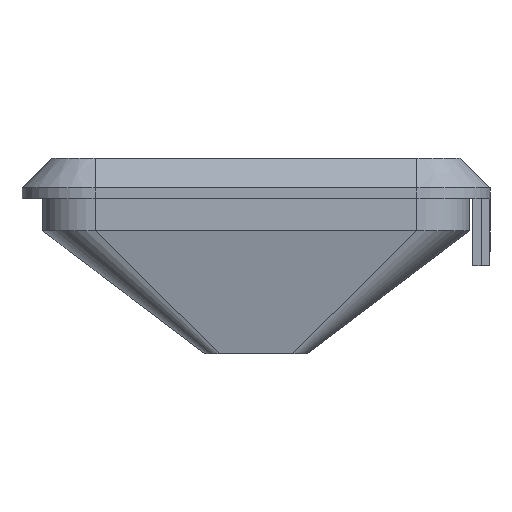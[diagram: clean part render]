
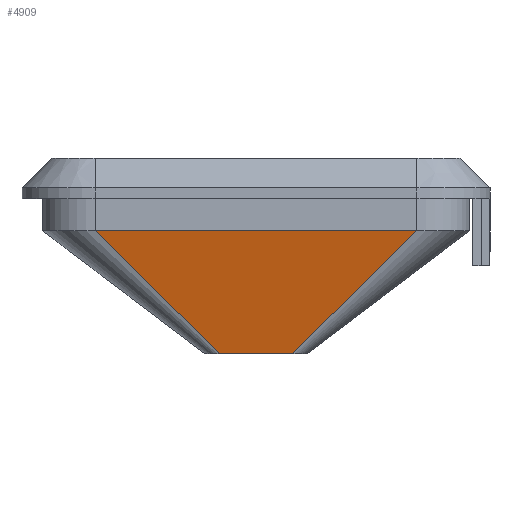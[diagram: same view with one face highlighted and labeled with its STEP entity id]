
A CAD part, left-side view. The second image highlights one B-rep face of the part: STEP entity #4909.
In plain terms, the highlighted free-form (B-spline) face has degree [1, 1] with [2, 2] control points.
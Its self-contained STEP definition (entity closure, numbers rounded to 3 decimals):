
#1256 = PLANE('',#1257);
#1257 = AXIS2_PLACEMENT_3D('',#1258,#1259,#1260);
#1258 = CARTESIAN_POINT('',(-44.6,-11.,-1.375));
#1259 = DIRECTION('',(1.,0.,0.));
#1260 = DIRECTION('',(-0.,1.,0.));
#2509 = PLANE('',#2510);
#2510 = AXIS2_PLACEMENT_3D('',#2511,#2512,#2513);
#2511 = CARTESIAN_POINT('',(-41.8,2.5,-11.975));
#2512 = DIRECTION('',(0.,0.,-1.));
#2513 = DIRECTION('',(1.,0.,0.));
#3302 = VERTEX_POINT('',#3303);
#3303 = CARTESIAN_POINT('',(-44.6,11.,-3.575));
#3339 = B_SPLINE_SURFACE_WITH_KNOTS('',8,1,(
    (#3340,#3341)
    ,(#3342,#3343)
    ,(#3344,#3345)
    ,(#3346,#3347)
    ,(#3348,#3349)
    ,(#3350,#3351)
    ,(#3352,#3353)
    ,(#3354,#3355)
    ,(#3356,#3357
    )),.UNSPECIFIED.,.F.,.F.,.F.,(9,9),(2,2),(3.142,
    4.712),(0.,1.),.PIECEWISE_BEZIER_KNOTS.);
#3340 = CARTESIAN_POINT('',(-44.6,11.,-3.575));
#3341 = CARTESIAN_POINT('',(-42.8,2.5,-11.975));
#3342 = CARTESIAN_POINT('',(-44.6,11.707,-3.575));
#3343 = CARTESIAN_POINT('',(-42.8,2.696,-11.975));
#3344 = CARTESIAN_POINT('',(-44.441,12.414,-3.575));
#3345 = CARTESIAN_POINT('',(-42.756,2.893,-11.975));
#3346 = CARTESIAN_POINT('',(-44.124,13.079,-3.575));
#3347 = CARTESIAN_POINT('',(-42.668,3.078,-11.975));
#3348 = CARTESIAN_POINT('',(-43.661,13.661,-3.575));
#3349 = CARTESIAN_POINT('',(-42.539,3.239,-11.975));
#3350 = CARTESIAN_POINT('',(-43.079,14.124,-3.575));
#3351 = CARTESIAN_POINT('',(-42.378,3.368,-11.975));
#3352 = CARTESIAN_POINT('',(-42.414,14.441,-3.575));
#3353 = CARTESIAN_POINT('',(-42.193,3.456,-11.975));
#3354 = CARTESIAN_POINT('',(-41.707,14.6,-3.575));
#3355 = CARTESIAN_POINT('',(-41.996,3.5,-11.975));
#3356 = CARTESIAN_POINT('',(-41.,14.6,-3.575));
#3357 = CARTESIAN_POINT('',(-41.8,3.5,-11.975));
#3370 = VERTEX_POINT('',#3371);
#3371 = CARTESIAN_POINT('',(-44.6,-11.,-3.575));
#3392 = EDGE_CURVE('',#3370,#3302,#3393,.T.);
#3393 = SURFACE_CURVE('',#3394,(#3398,#3405),.PCURVE_S1.);
#3394 = LINE('',#3395,#3396);
#3395 = CARTESIAN_POINT('',(-44.6,-16.,-3.575));
#3396 = VECTOR('',#3397,1.);
#3397 = DIRECTION('',(0.,1.,0.));
#3398 = PCURVE('',#1256,#3399);
#3399 = DEFINITIONAL_REPRESENTATION('',(#3400),#3404);
#3400 = LINE('',#3401,#3402);
#3401 = CARTESIAN_POINT('',(-5.,-2.2));
#3402 = VECTOR('',#3403,1.);
#3403 = DIRECTION('',(1.,0.));
#3404 = ( GEOMETRIC_REPRESENTATION_CONTEXT(2) 
PARAMETRIC_REPRESENTATION_CONTEXT() REPRESENTATION_CONTEXT('2D SPACE',''
  ) );
#3405 = PCURVE('',#3406,#3411);
#3406 = B_SPLINE_SURFACE_WITH_KNOTS('',1,1,(
    (#3407,#3408)
    ,(#3409,#3410
    )),.UNSPECIFIED.,.F.,.F.,.F.,(2,2),(2,2),(-11.,11.),(0.,1.),
  .PIECEWISE_BEZIER_KNOTS.);
#3407 = CARTESIAN_POINT('',(-44.6,-11.,-3.575));
#3408 = CARTESIAN_POINT('',(-42.8,-2.5,-11.975));
#3409 = CARTESIAN_POINT('',(-44.6,11.,-3.575));
#3410 = CARTESIAN_POINT('',(-42.8,2.5,-11.975));
#3411 = DEFINITIONAL_REPRESENTATION('',(#3412),#3415);
#3412 = B_SPLINE_CURVE_WITH_KNOTS('',1,(#3413,#3414),.UNSPECIFIED.,.F.,
  .F.,(2,2),(5.,27.),.PIECEWISE_BEZIER_KNOTS.);
#3413 = CARTESIAN_POINT('',(-11.,0.));
#3414 = CARTESIAN_POINT('',(11.,0.));
#3415 = ( GEOMETRIC_REPRESENTATION_CONTEXT(2) 
PARAMETRIC_REPRESENTATION_CONTEXT() REPRESENTATION_CONTEXT('2D SPACE',''
  ) );
#3440 = B_SPLINE_SURFACE_WITH_KNOTS('',8,1,(
    (#3441,#3442)
    ,(#3443,#3444)
    ,(#3445,#3446)
    ,(#3447,#3448)
    ,(#3449,#3450)
    ,(#3451,#3452)
    ,(#3453,#3454)
    ,(#3455,#3456)
    ,(#3457,#3458
    )),.UNSPECIFIED.,.F.,.F.,.F.,(9,9),(2,2),(1.571,
    3.142),(0.,1.),.PIECEWISE_BEZIER_KNOTS.);
#3441 = CARTESIAN_POINT('',(-41.,-14.6,-3.575));
#3442 = CARTESIAN_POINT('',(-41.8,-3.5,-11.975));
#3443 = CARTESIAN_POINT('',(-41.707,-14.6,-3.575));
#3444 = CARTESIAN_POINT('',(-41.996,-3.5,-11.975));
#3445 = CARTESIAN_POINT('',(-42.414,-14.441,-3.575));
#3446 = CARTESIAN_POINT('',(-42.193,-3.456,-11.975));
#3447 = CARTESIAN_POINT('',(-43.079,-14.124,-3.575));
#3448 = CARTESIAN_POINT('',(-42.378,-3.368,-11.975));
#3449 = CARTESIAN_POINT('',(-43.661,-13.661,-3.575));
#3450 = CARTESIAN_POINT('',(-42.539,-3.239,-11.975));
#3451 = CARTESIAN_POINT('',(-44.124,-13.079,-3.575));
#3452 = CARTESIAN_POINT('',(-42.668,-3.078,-11.975));
#3453 = CARTESIAN_POINT('',(-44.441,-12.414,-3.575));
#3454 = CARTESIAN_POINT('',(-42.756,-2.893,-11.975));
#3455 = CARTESIAN_POINT('',(-44.6,-11.707,-3.575));
#3456 = CARTESIAN_POINT('',(-42.8,-2.696,-11.975));
#3457 = CARTESIAN_POINT('',(-44.6,-11.,-3.575));
#3458 = CARTESIAN_POINT('',(-42.8,-2.5,-11.975));
#4312 = EDGE_CURVE('',#4313,#4315,#4317,.T.);
#4313 = VERTEX_POINT('',#4314);
#4314 = CARTESIAN_POINT('',(-42.8,2.5,-11.975));
#4315 = VERTEX_POINT('',#4316);
#4316 = CARTESIAN_POINT('',(-42.8,-2.5,-11.975));
#4317 = SURFACE_CURVE('',#4318,(#4322,#4329),.PCURVE_S1.);
#4318 = LINE('',#4319,#4320);
#4319 = CARTESIAN_POINT('',(-42.8,0.,-11.975));
#4320 = VECTOR('',#4321,1.);
#4321 = DIRECTION('',(0.,-1.,0.));
#4322 = PCURVE('',#2509,#4323);
#4323 = DEFINITIONAL_REPRESENTATION('',(#4324),#4328);
#4324 = LINE('',#4325,#4326);
#4325 = CARTESIAN_POINT('',(-1.,2.5));
#4326 = VECTOR('',#4327,1.);
#4327 = DIRECTION('',(0.,1.));
#4328 = ( GEOMETRIC_REPRESENTATION_CONTEXT(2) 
PARAMETRIC_REPRESENTATION_CONTEXT() REPRESENTATION_CONTEXT('2D SPACE',''
  ) );
#4329 = PCURVE('',#3406,#4330);
#4330 = DEFINITIONAL_REPRESENTATION('',(#4331),#4334);
#4331 = B_SPLINE_CURVE_WITH_KNOTS('',1,(#4332,#4333),.UNSPECIFIED.,.F.,
  .F.,(2,2),(-2.5,2.5),.PIECEWISE_BEZIER_KNOTS.);
#4332 = CARTESIAN_POINT('',(11.,1.));
#4333 = CARTESIAN_POINT('',(-11.,1.));
#4334 = ( GEOMETRIC_REPRESENTATION_CONTEXT(2) 
PARAMETRIC_REPRESENTATION_CONTEXT() REPRESENTATION_CONTEXT('2D SPACE',''
  ) );
#4890 = EDGE_CURVE('',#3302,#4313,#4891,.T.);
#4891 = SURFACE_CURVE('',#4892,(#4895,#4902),.PCURVE_S1.);
#4892 = B_SPLINE_CURVE_WITH_KNOTS('',1,(#4893,#4894),.UNSPECIFIED.,.F.,
  .F.,(2,2),(0.,1.),.PIECEWISE_BEZIER_KNOTS.);
#4893 = CARTESIAN_POINT('',(-44.6,11.,-3.575));
#4894 = CARTESIAN_POINT('',(-42.8,2.5,-11.975));
#4895 = PCURVE('',#3339,#4896);
#4896 = DEFINITIONAL_REPRESENTATION('',(#4897),#4901);
#4897 = LINE('',#4898,#4899);
#4898 = CARTESIAN_POINT('',(3.142,0.));
#4899 = VECTOR('',#4900,1.);
#4900 = DIRECTION('',(0.,1.));
#4901 = ( GEOMETRIC_REPRESENTATION_CONTEXT(2) 
PARAMETRIC_REPRESENTATION_CONTEXT() REPRESENTATION_CONTEXT('2D SPACE',''
  ) );
#4902 = PCURVE('',#3406,#4903);
#4903 = DEFINITIONAL_REPRESENTATION('',(#4904),#4908);
#4904 = LINE('',#4905,#4906);
#4905 = CARTESIAN_POINT('',(11.,0.));
#4906 = VECTOR('',#4907,1.);
#4907 = DIRECTION('',(0.,1.));
#4908 = ( GEOMETRIC_REPRESENTATION_CONTEXT(2) 
PARAMETRIC_REPRESENTATION_CONTEXT() REPRESENTATION_CONTEXT('2D SPACE',''
  ) );
#4909 = ADVANCED_FACE('',(#4910),#3406,.T.);
#4910 = FACE_BOUND('',#4911,.T.);
#4911 = EDGE_LOOP('',(#4912,#4913,#4914,#4915));
#4912 = ORIENTED_EDGE('',*,*,#3392,.T.);
#4913 = ORIENTED_EDGE('',*,*,#4890,.T.);
#4914 = ORIENTED_EDGE('',*,*,#4312,.T.);
#4915 = ORIENTED_EDGE('',*,*,#4916,.F.);
#4916 = EDGE_CURVE('',#3370,#4315,#4917,.T.);
#4917 = SURFACE_CURVE('',#4918,(#4921,#4928),.PCURVE_S1.);
#4918 = B_SPLINE_CURVE_WITH_KNOTS('',1,(#4919,#4920),.UNSPECIFIED.,.F.,
  .F.,(2,2),(0.,1.),.PIECEWISE_BEZIER_KNOTS.);
#4919 = CARTESIAN_POINT('',(-44.6,-11.,-3.575));
#4920 = CARTESIAN_POINT('',(-42.8,-2.5,-11.975));
#4921 = PCURVE('',#3406,#4922);
#4922 = DEFINITIONAL_REPRESENTATION('',(#4923),#4927);
#4923 = LINE('',#4924,#4925);
#4924 = CARTESIAN_POINT('',(-11.,0.));
#4925 = VECTOR('',#4926,1.);
#4926 = DIRECTION('',(0.,1.));
#4927 = ( GEOMETRIC_REPRESENTATION_CONTEXT(2) 
PARAMETRIC_REPRESENTATION_CONTEXT() REPRESENTATION_CONTEXT('2D SPACE',''
  ) );
#4928 = PCURVE('',#3440,#4929);
#4929 = DEFINITIONAL_REPRESENTATION('',(#4930),#4934);
#4930 = LINE('',#4931,#4932);
#4931 = CARTESIAN_POINT('',(3.142,0.));
#4932 = VECTOR('',#4933,1.);
#4933 = DIRECTION('',(0.,1.));
#4934 = ( GEOMETRIC_REPRESENTATION_CONTEXT(2) 
PARAMETRIC_REPRESENTATION_CONTEXT() REPRESENTATION_CONTEXT('2D SPACE',''
  ) );
